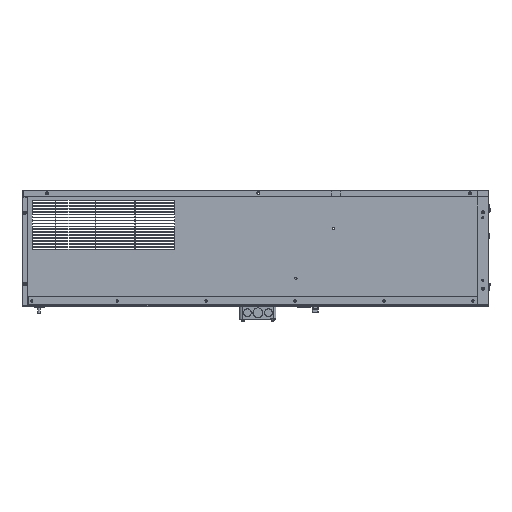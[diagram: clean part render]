
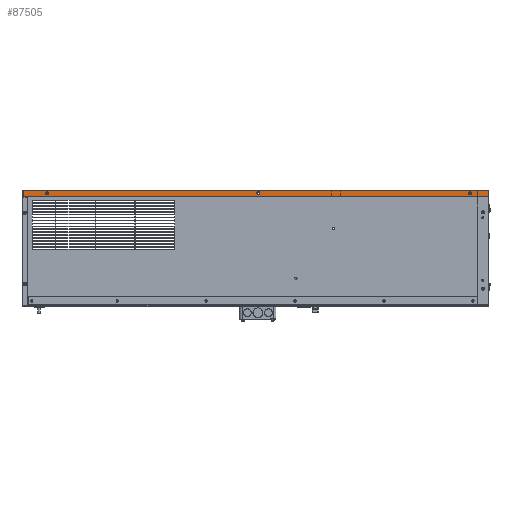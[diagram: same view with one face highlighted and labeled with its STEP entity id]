
A CAD part, left-side view. The second image highlights one B-rep face of the part: STEP entity #87505.
In plain terms, the highlighted free-form (B-spline) face has degree [1, 1] with [2, 2] control points.
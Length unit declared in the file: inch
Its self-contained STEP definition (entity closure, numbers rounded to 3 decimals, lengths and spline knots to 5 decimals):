
#59309=CARTESIAN_POINT('V3816',(3.87249,47.17875,
   -2.11934));
#59310=VERTEX_POINT('V3816',#59309);
#59336=CARTESIAN_POINT('E5305',(3.87249,47.17875,
   -2.11934));
#59337=CARTESIAN_POINT('E5305',(3.87249,47.39526,
   -2.11934));
#59338=CARTESIAN_POINT('E5305',(3.87249,47.28701,
   -2.30684));
#59339=CARTESIAN_POINT('E5305',(3.87249,47.17875,
   -2.49434));
#59340=CARTESIAN_POINT('E5305',(3.87249,47.0705,
   -2.30684));
#59341=CARTESIAN_POINT('E5305',(3.87249,46.96225,
   -2.11934));
#59342=CARTESIAN_POINT('E5305',(3.87249,47.17875,
   -2.11934));
#59350=(BOUNDED_CURVE()B_SPLINE_CURVE(2,(#59336,#59337,#59338,
   #59339,#59340,#59341,#59342),.CIRCULAR_ARC.,.T.,.U.)
   B_SPLINE_CURVE_WITH_KNOTS((3,2,2,3),(0.0,0.33333,
   0.66667,1.0),.UNSPECIFIED.)CURVE()
   GEOMETRIC_REPRESENTATION_ITEM()RATIONAL_B_SPLINE_CURVE((1.0,
   0.5,1.0,0.5,1.0,0.5,1.0)
   )REPRESENTATION_ITEM('E5305'));
#59351=EDGE_CURVE('E5305',#59310,#59310,#59350,.T.);
#59378=CARTESIAN_POINT('V3817',(3.87249,23.42125,
   -2.11934));
#59379=VERTEX_POINT('V3817',#59378);
#59405=CARTESIAN_POINT('E5306',(3.87249,23.42125,
   -2.11934));
#59406=CARTESIAN_POINT('E5306',(3.87249,23.63776,
   -2.11934));
#59407=CARTESIAN_POINT('E5306',(3.87249,23.52951,
   -2.30684));
#59408=CARTESIAN_POINT('E5306',(3.87249,23.42125,
   -2.49434));
#59409=CARTESIAN_POINT('E5306',(3.87249,23.313,
   -2.30684));
#59410=CARTESIAN_POINT('E5306',(3.87249,23.20475,
   -2.11934));
#59411=CARTESIAN_POINT('E5306',(3.87249,23.42125,
   -2.11934));
#59419=(BOUNDED_CURVE()B_SPLINE_CURVE(2,(#59405,#59406,#59407,
   #59408,#59409,#59410,#59411),.CIRCULAR_ARC.,.T.,.U.)
   B_SPLINE_CURVE_WITH_KNOTS((3,2,2,3),(0.0,0.33333,
   0.66667,1.0),.UNSPECIFIED.)CURVE()
   GEOMETRIC_REPRESENTATION_ITEM()RATIONAL_B_SPLINE_CURVE((1.0,
   0.5,1.0,0.5,1.0,0.5,1.0)
   )REPRESENTATION_ITEM('E5306'));
#59420=EDGE_CURVE('E5306',#59379,#59379,#59419,.T.);
#59447=CARTESIAN_POINT('V3818',(3.87249,-0.33625,
   -2.11934));
#59448=VERTEX_POINT('V3818',#59447);
#59474=CARTESIAN_POINT('E5307',(3.87249,-0.33625,
   -2.11934));
#59475=CARTESIAN_POINT('E5307',(3.87249,-0.11974,
   -2.11934));
#59476=CARTESIAN_POINT('E5307',(3.87249,-0.22799,
   -2.30684));
#59477=CARTESIAN_POINT('E5307',(3.87249,-0.33625,
   -2.49434));
#59478=CARTESIAN_POINT('E5307',(3.87249,-0.4445,
   -2.30684));
#59479=CARTESIAN_POINT('E5307',(3.87249,-0.55275,
   -2.11934));
#59480=CARTESIAN_POINT('E5307',(3.87249,-0.33625,
   -2.11934));
#59488=(BOUNDED_CURVE()B_SPLINE_CURVE(2,(#59474,#59475,#59476,
   #59477,#59478,#59479,#59480),.CIRCULAR_ARC.,.T.,.U.)
   B_SPLINE_CURVE_WITH_KNOTS((3,2,2,3),(0.0,0.33333,
   0.66667,1.0),.UNSPECIFIED.)CURVE()
   GEOMETRIC_REPRESENTATION_ITEM()RATIONAL_B_SPLINE_CURVE((1.0,
   0.5,1.0,0.5,1.0,0.5,1.0)
   )REPRESENTATION_ITEM('E5307'));
#59489=EDGE_CURVE('E5307',#59448,#59448,#59488,.T.);
#87446=CARTESIAN_POINT('V3821',(3.87249,49.94825,
   -2.58434));
#87447=VERTEX_POINT('V3821',#87446);
#87454=CARTESIAN_POINT('V3820',(3.87249,-2.49875,
   -2.58434));
#87455=VERTEX_POINT('V3820',#87454);
#87461=CARTESIAN_POINT('E5309',(3.87249,-2.49875,
   -2.58434));
#87462=CARTESIAN_POINT('E5309',(3.87249,49.94825,
   -2.58434));
#87463=QUASI_UNIFORM_CURVE('E5309',1,(#87461,#87462),.POLYLINE_FORM.,
   .F.,.U.);
#87464=EDGE_CURVE('E5309',#87455,#87447,#87463,.T.);
#87469=CARTESIAN_POINT('F1627',(3.87249,-2.49993,
   -1.95516));
#87470=CARTESIAN_POINT('F1627',(3.87249,-2.49993,
   -2.58552));
#87471=CARTESIAN_POINT('F1627',(3.87249,49.94943,
   -1.95516));
#87472=CARTESIAN_POINT('F1627',(3.87249,49.94943,
   -2.58552));
#87473=B_SPLINE_SURFACE_WITH_KNOTS('F1627',1,1,((#87469,#87471),(
   #87470,#87472)),.PLANE_SURF.,.F.,.F.,.U.,(2,2),(2,2),(0.0,1.0),
   (0.0,83.20512),.UNSPECIFIED.);
#87474=CARTESIAN_POINT('V3822',(3.87249,49.94825,
   -1.95634));
#87475=VERTEX_POINT('V3822',#87474);
#87476=CARTESIAN_POINT('V3819',(3.87249,-2.49875,
   -1.95634));
#87477=VERTEX_POINT('V3819',#87476);
#87478=CARTESIAN_POINT('E5311',(3.87249,49.94825,
   -1.95634));
#87479=CARTESIAN_POINT('E5311',(3.87249,-2.49875,
   -1.95634));
#87480=QUASI_UNIFORM_CURVE('E5311',1,(#87478,#87479),.POLYLINE_FORM.,
   .F.,.U.);
#87481=EDGE_CURVE('E5311',#87475,#87477,#87480,.T.);
#87482=ORIENTED_EDGE('E5311',*,*,#87481,.F.);
#87483=CARTESIAN_POINT('E5310',(3.87249,49.94825,
   -2.58434));
#87484=CARTESIAN_POINT('E5310',(3.87249,49.94825,
   -1.95634));
#87485=QUASI_UNIFORM_CURVE('E5310',1,(#87483,#87484),.POLYLINE_FORM.,
   .F.,.U.);
#87486=EDGE_CURVE('E5310',#87447,#87475,#87485,.T.);
#87487=ORIENTED_EDGE('E5310',*,*,#87486,.F.);
#87488=ORIENTED_EDGE('F2561',*,*,#87464,.F.);
#87489=CARTESIAN_POINT('E5308',(3.87249,-2.49875,
   -1.95634));
#87490=CARTESIAN_POINT('E5308',(3.87249,-2.49875,
   -2.58434));
#87491=QUASI_UNIFORM_CURVE('E5308',1,(#87489,#87490),.POLYLINE_FORM.,
   .F.,.U.);
#87492=EDGE_CURVE('E5308',#87477,#87455,#87491,.T.);
#87493=ORIENTED_EDGE('E5308',*,*,#87492,.F.);
#87494=EDGE_LOOP('F1627',(#87482,#87487,#87488,#87493));
#87495=FACE_OUTER_BOUND('F1627',#87494,.T.);
#87496=ORIENTED_EDGE('F2559',*,*,#59489,.F.);
#87497=EDGE_LOOP('F1627',(#87496));
#87498=FACE_BOUND('F1627',#87497,.T.);
#87499=ORIENTED_EDGE('F2558',*,*,#59420,.F.);
#87500=EDGE_LOOP('F1627',(#87499));
#87501=FACE_BOUND('F1627',#87500,.T.);
#87502=ORIENTED_EDGE('F2557',*,*,#59351,.F.);
#87503=EDGE_LOOP('F1627',(#87502));
#87504=FACE_BOUND('F1627',#87503,.T.);
#87505=ADVANCED_FACE('F1627',(#87495,#87498,#87501,#87504),#87473,
   .F.);
